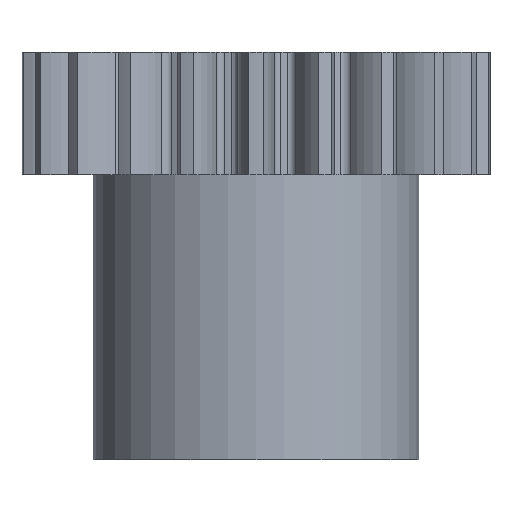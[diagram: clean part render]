
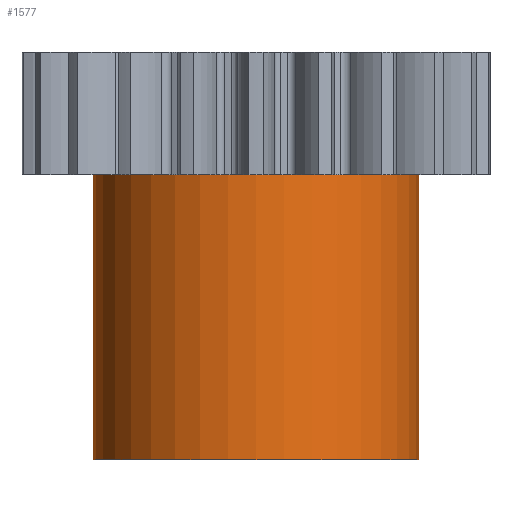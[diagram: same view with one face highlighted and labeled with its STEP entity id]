
A CAD part, front view. The second image highlights one B-rep face of the part: STEP entity #1577.
In plain terms, the highlighted cylindrical face has radius 4 mm (diameter 8 mm), a partial arc.
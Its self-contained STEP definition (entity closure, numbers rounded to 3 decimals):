
#96 = VERTEX_POINT ( 'NONE', #1723 ) ;
#104 = EDGE_CURVE ( 'NONE', #120, #121, #1712, .T. ) ;
#114 = EDGE_CURVE ( 'NONE', #96, #116, #1804, .T. ) ;
#116 = VERTEX_POINT ( 'NONE', #1800 ) ;
#120 = VERTEX_POINT ( 'NONE', #1636 ) ;
#121 = VERTEX_POINT ( 'NONE', #1633 ) ;
#1551 = ORIENTED_EDGE ( 'NONE', *, *, #3383, .F. ) ;
#1572 = EDGE_LOOP ( 'NONE', ( #1579, #1573, #1580, #1551 ) ) ;
#1573 = ORIENTED_EDGE ( 'NONE', *, *, #1578, .T. ) ;
#1577 = ADVANCED_FACE ( 'NONE', ( #4246 ), #4153, .T. ) ;
#1578 = EDGE_CURVE ( 'NONE', #120, #96, #4235, .T. ) ;
#1579 = ORIENTED_EDGE ( 'NONE', *, *, #104, .F. ) ;
#1580 = ORIENTED_EDGE ( 'NONE', *, *, #114, .T. ) ;
#1633 = CARTESIAN_POINT ( 'NONE',  ( -4., 0., 0. ) ) ;
#1636 = CARTESIAN_POINT ( 'NONE',  ( -4., 0., -7. ) ) ;
#1702 = VECTOR ( 'NONE', #1710, 1000. ) ;
#1710 = DIRECTION ( 'NONE',  ( 0., 0., 1. ) ) ;
#1711 = CARTESIAN_POINT ( 'NONE',  ( -4., 0., -7. ) ) ;
#1712 = LINE ( 'NONE', #1711, #1702 ) ;
#1723 = CARTESIAN_POINT ( 'NONE',  ( 4., 0., -7. ) ) ;
#1800 = CARTESIAN_POINT ( 'NONE',  ( 4., 0., 0. ) ) ;
#1801 = DIRECTION ( 'NONE',  ( 0., 0., 1. ) ) ;
#1802 = VECTOR ( 'NONE', #1801, 1000. ) ;
#1803 = CARTESIAN_POINT ( 'NONE',  ( 4., 0., -7. ) ) ;
#1804 = LINE ( 'NONE', #1803, #1802 ) ;
#3383 = EDGE_CURVE ( 'NONE', #121, #116, #4855, .T. ) ;
#4150 = AXIS2_PLACEMENT_3D ( 'NONE', #4154, #4230, #4229 ) ;
#4153 = CYLINDRICAL_SURFACE ( 'NONE', #4240, 4. ) ;
#4154 = CARTESIAN_POINT ( 'NONE',  ( 0., 0., -7. ) ) ;
#4229 = DIRECTION ( 'NONE',  ( 1., 0., 0. ) ) ;
#4230 = DIRECTION ( 'NONE',  ( 0., 0., 1. ) ) ;
#4233 = DIRECTION ( 'NONE',  ( 1., 0., 0. ) ) ;
#4234 = DIRECTION ( 'NONE',  ( 0., 0., 1. ) ) ;
#4235 = CIRCLE ( 'NONE', #4150, 4. ) ;
#4239 = CARTESIAN_POINT ( 'NONE',  ( 0., 0., -7. ) ) ;
#4240 = AXIS2_PLACEMENT_3D ( 'NONE', #4239, #4234, #4233 ) ;
#4246 = FACE_OUTER_BOUND ( 'NONE', #1572, .T. ) ;
#4847 = DIRECTION ( 'NONE',  ( 1., 0., 0. ) ) ;
#4848 = DIRECTION ( 'NONE',  ( 0., 0., 1. ) ) ;
#4849 = CARTESIAN_POINT ( 'NONE',  ( 0., 0., 0. ) ) ;
#4850 = AXIS2_PLACEMENT_3D ( 'NONE', #4849, #4848, #4847 ) ;
#4855 = CIRCLE ( 'NONE', #4850, 4. ) ;
